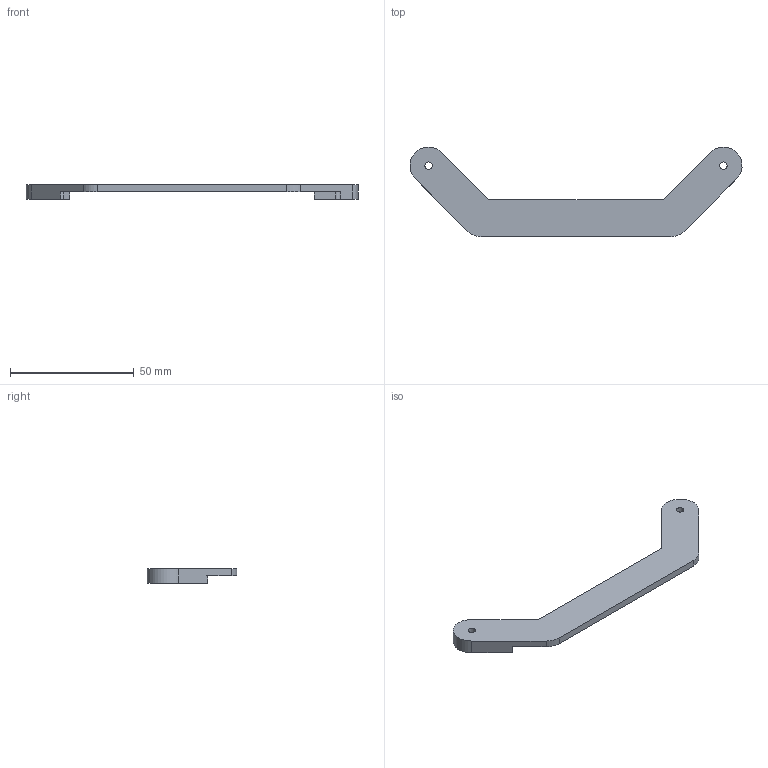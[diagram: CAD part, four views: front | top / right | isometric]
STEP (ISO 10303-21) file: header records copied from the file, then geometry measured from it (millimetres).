
FILE_DESCRIPTION(/* description */ (''),/* implementation_level */ '2;1');
FILE_NAME(/* name */ 'amp-midplate-2.step',/* time_stamp */ '2022-09-08T16:00:50-07:00',/* author */ (''),/* organization */ (''),/* preprocessor_version */ 'ST-DEVELOPER v19',/* originating_system */ 'Autodesk Translation Framework v11.7.0.108',/* authorisation */ '');
FILE_SCHEMA (('AUTOMOTIVE_DESIGN { 1 0 10303 214 3 1 1 }'));
Length unit declared in the file: millimetre
Products named in the file (1): amp-box
Bounding box: 133.94 x 36.18 x 5.85 mm (x, y, z)
Volume: 7324.8 mm3; surface area: 5951.9 mm2
Topology: 1 solids, 1 shells, 201 faces, 558 edges, 372 vertices
Faces by surface type: bspline 120, plane 74, cylinder 7
Full cylindrical faces by diameter (mm): 3 x2
Entity records: 7538 total; most frequent: CARTESIAN_POINT 3172, ORIENTED_EDGE 1116, EDGE_CURVE 558, DIRECTION 498, VERTEX_POINT 372, LINE 302, VECTOR 302, B_SPLINE_CURVE_WITH_KNOTS 240
